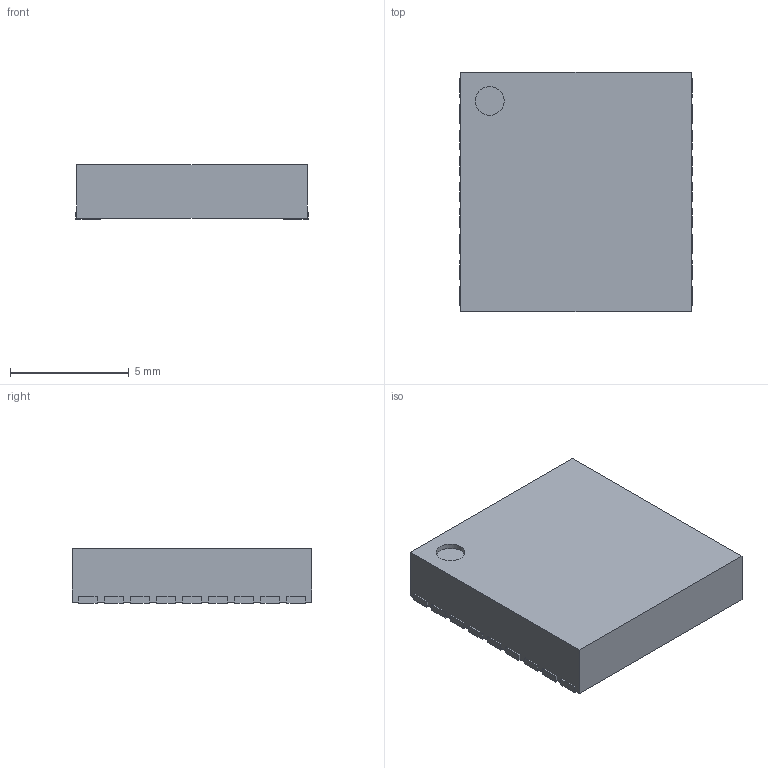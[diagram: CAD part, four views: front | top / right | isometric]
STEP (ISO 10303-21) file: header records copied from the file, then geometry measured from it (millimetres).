
FILE_DESCRIPTION(('FreeCAD Model'),'2;1');
FILE_NAME('1540609.2.1.stp','2019-04-09T10:54:49',( 'Author'),(''),'Open CASCADE STEP processor 6.8','FreeCAD','Unknown' );
FILE_SCHEMA(('AUTOMOTIVE_DESIGN_CC2 { 1 2 10303 214 -1 1 5 4 }'));
Length unit declared in the file: millimetre
Products named in the file (3): ASSEMBLY; Body; PinsArrayLR
Assembly tree (2 placements, depth 2):
  ASSEMBLY
    Body
    PinsArrayLR
Bounding box: 9.8 x 10.1 x 2.3 mm (x, y, z)
Volume: 224.5 mm3; surface area: 335.3 mm2
Topology: 19 solids, 19 shells, 116 faces, 231 edges, 154 vertices
Faces by surface type: plane 115, cylinder 1
Full cylindrical faces by diameter (mm): 1.212 x1
Entity records: 6125 total; most frequent: CARTESIAN_POINT 966, DIRECTION 933, LINE 689, VECTOR 689, ORIENTED_EDGE 462, PCURVE 462, DEFINITIONAL_REPRESENTATION 462, EDGE_CURVE 231
